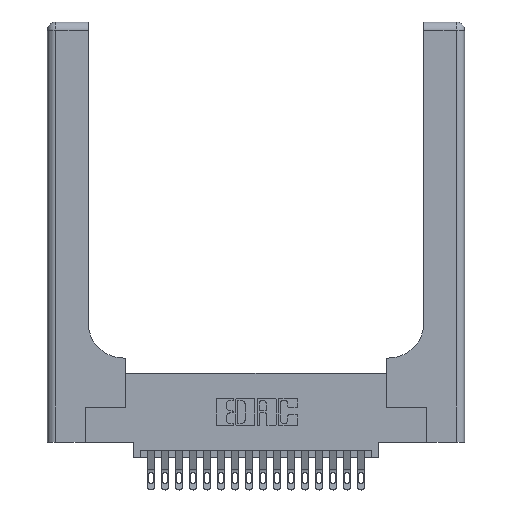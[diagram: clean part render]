
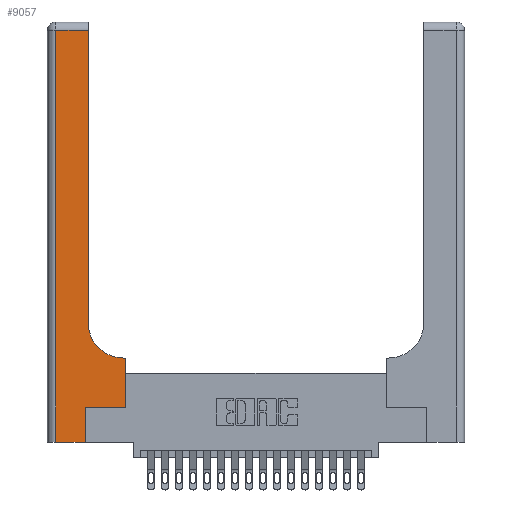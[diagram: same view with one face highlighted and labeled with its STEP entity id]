
A CAD part, top view. The second image highlights one B-rep face of the part: STEP entity #9057.
In plain terms, the highlighted planar face has unit normal (0, 0, 1).
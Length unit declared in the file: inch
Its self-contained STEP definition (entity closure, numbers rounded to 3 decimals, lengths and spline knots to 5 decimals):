
#38 = DIRECTION ( 'NONE',  ( 0., 0., -1. ) ) ;
#457 = VECTOR ( 'NONE', #17877, 39.37008 ) ;
#628 = VERTEX_POINT ( 'NONE', #21021 ) ;
#859 = VECTOR ( 'NONE', #18522, 39.37008 ) ;
#898 = EDGE_CURVE ( 'NONE', #6572, #14033, #12585, .T. ) ;
#1009 = CARTESIAN_POINT ( 'NONE',  ( 0.2915, 0.85, 0.37 ) ) ;
#1141 = CARTESIAN_POINT ( 'NONE',  ( 0.06, 3., 0.37 ) ) ;
#1327 = DIRECTION ( 'NONE',  ( -1., 0., 0. ) ) ;
#1532 = VECTOR ( 'NONE', #5159, 39.37008 ) ;
#1723 = CARTESIAN_POINT ( 'NONE',  ( 0.06, 0., 0.37 ) ) ;
#1823 = CARTESIAN_POINT ( 'NONE',  ( 0.269, 0.25, 0.37 ) ) ;
#1968 = VERTEX_POINT ( 'NONE', #16561 ) ;
#3366 = LINE ( 'NONE', #13060, #16469 ) ;
#4457 = LINE ( 'NONE', #1141, #457 ) ;
#4778 = EDGE_CURVE ( 'NONE', #14673, #9666, #8937, .T. ) ;
#5004 = ORIENTED_EDGE ( 'NONE', *, *, #8575, .T. ) ;
#5159 = DIRECTION ( 'NONE',  ( 1., 0., 0. ) ) ;
#5340 = EDGE_CURVE ( 'NONE', #11978, #21120, #4457, .T. ) ;
#5422 = EDGE_CURVE ( 'NONE', #15889, #628, #3366, .T. ) ;
#5785 = VECTOR ( 'NONE', #18132, 39.37008 ) ;
#5834 = CARTESIAN_POINT ( 'NONE',  ( 0.2915, 3., 0.37 ) ) ;
#6075 = CARTESIAN_POINT ( 'NONE',  ( 0.269, 0.25, 0.37 ) ) ;
#6236 = EDGE_CURVE ( 'NONE', #14033, #1968, #17746, .T. ) ;
#6464 = AXIS2_PLACEMENT_3D ( 'NONE', #14928, #38, #6566 ) ;
#6566 = DIRECTION ( 'NONE',  ( 1., 0., 0. ) ) ;
#6572 = VERTEX_POINT ( 'NONE', #15163 ) ;
#6947 = VECTOR ( 'NONE', #14526, 39.37008 ) ;
#7516 = ORIENTED_EDGE ( 'NONE', *, *, #21307, .T. ) ;
#7876 = CARTESIAN_POINT ( 'NONE',  ( 0.269, 0., 0.37 ) ) ;
#8013 = LINE ( 'NONE', #9761, #859 ) ;
#8068 = PLANE ( 'NONE',  #19683 ) ;
#8255 = ORIENTED_EDGE ( 'NONE', *, *, #898, .T. ) ;
#8575 = EDGE_CURVE ( 'NONE', #628, #6572, #8013, .T. ) ;
#8937 = LINE ( 'NONE', #11669, #5785 ) ;
#9057 = ADVANCED_FACE ( 'NONE', ( #19767 ), #8068, .F. ) ;
#9204 = DIRECTION ( 'NONE',  ( 0., 1., 0. ) ) ;
#9666 = VERTEX_POINT ( 'NONE', #1823 ) ;
#9761 = CARTESIAN_POINT ( 'NONE',  ( 0.2915, 0.6, 0.37 ) ) ;
#10175 = VECTOR ( 'NONE', #9204, 39.37008 ) ;
#10467 = CARTESIAN_POINT ( 'NONE',  ( 0., 0., 0.37 ) ) ;
#10844 = CARTESIAN_POINT ( 'NONE',  ( 0., 2.94, 0.37 ) ) ;
#11383 = DIRECTION ( 'NONE',  ( 0., 0., -1. ) ) ;
#11396 = EDGE_LOOP ( 'NONE', ( #21464, #17951, #20163, #7516, #21272, #11402, #15079, #5004, #8255 ) ) ;
#11402 = ORIENTED_EDGE ( 'NONE', *, *, #18270, .T. ) ;
#11669 = CARTESIAN_POINT ( 'NONE',  ( 0.269, 0., 0.37 ) ) ;
#11978 = VERTEX_POINT ( 'NONE', #15206 ) ;
#12086 = LINE ( 'NONE', #10844, #15493 ) ;
#12585 = CIRCLE ( 'NONE', #6464, 0.25 ) ;
#13060 = CARTESIAN_POINT ( 'NONE',  ( 0.5585, 0.25, 0.37 ) ) ;
#14033 = VERTEX_POINT ( 'NONE', #1009 ) ;
#14526 = DIRECTION ( 'NONE',  ( 1., 0., 0. ) ) ;
#14673 = VERTEX_POINT ( 'NONE', #7876 ) ;
#14928 = CARTESIAN_POINT ( 'NONE',  ( 0.5415, 0.85, 0.37 ) ) ;
#15079 = ORIENTED_EDGE ( 'NONE', *, *, #5422, .T. ) ;
#15163 = CARTESIAN_POINT ( 'NONE',  ( 0.5415, 0.6, 0.37 ) ) ;
#15206 = CARTESIAN_POINT ( 'NONE',  ( 0.06, 2.94, 0.37 ) ) ;
#15493 = VECTOR ( 'NONE', #19235, 39.37008 ) ;
#15529 = LINE ( 'NONE', #6075, #6947 ) ;
#15697 = LINE ( 'NONE', #10467, #1532 ) ;
#15889 = VERTEX_POINT ( 'NONE', #21355 ) ;
#16469 = VECTOR ( 'NONE', #19606, 39.37008 ) ;
#16561 = CARTESIAN_POINT ( 'NONE',  ( 0.2915, 2.94, 0.37 ) ) ;
#17746 = LINE ( 'NONE', #5834, #10175 ) ;
#17877 = DIRECTION ( 'NONE',  ( 0., -1., 0. ) ) ;
#17951 = ORIENTED_EDGE ( 'NONE', *, *, #19350, .T. ) ;
#18132 = DIRECTION ( 'NONE',  ( 0., 1., 0. ) ) ;
#18270 = EDGE_CURVE ( 'NONE', #9666, #15889, #15529, .T. ) ;
#18522 = DIRECTION ( 'NONE',  ( -1., 0., 0. ) ) ;
#19235 = DIRECTION ( 'NONE',  ( -1., 0., 0. ) ) ;
#19350 = EDGE_CURVE ( 'NONE', #1968, #11978, #12086, .T. ) ;
#19606 = DIRECTION ( 'NONE',  ( 0., 1., 0. ) ) ;
#19683 = AXIS2_PLACEMENT_3D ( 'NONE', #19725, #11383, #1327 ) ;
#19725 = CARTESIAN_POINT ( 'NONE',  ( 0., 3., 0.37 ) ) ;
#19767 = FACE_OUTER_BOUND ( 'NONE', #11396, .T. ) ;
#20163 = ORIENTED_EDGE ( 'NONE', *, *, #5340, .T. ) ;
#21021 = CARTESIAN_POINT ( 'NONE',  ( 0.5585, 0.6, 0.37 ) ) ;
#21120 = VERTEX_POINT ( 'NONE', #1723 ) ;
#21272 = ORIENTED_EDGE ( 'NONE', *, *, #4778, .T. ) ;
#21307 = EDGE_CURVE ( 'NONE', #21120, #14673, #15697, .T. ) ;
#21355 = CARTESIAN_POINT ( 'NONE',  ( 0.5585, 0.25, 0.37 ) ) ;
#21464 = ORIENTED_EDGE ( 'NONE', *, *, #6236, .T. ) ;
